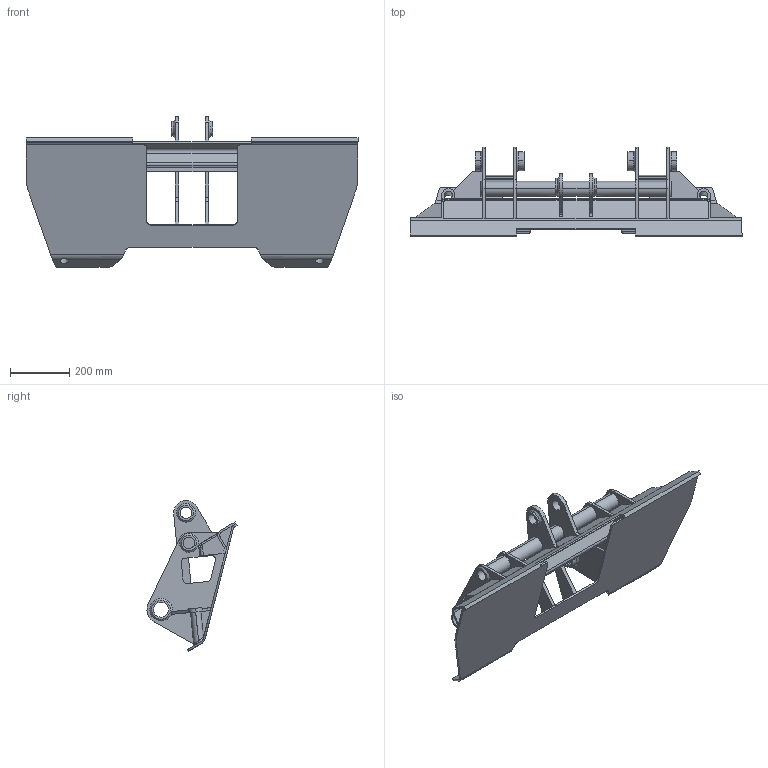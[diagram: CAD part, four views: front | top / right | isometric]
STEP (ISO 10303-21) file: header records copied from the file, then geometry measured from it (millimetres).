
FILE_DESCRIPTION (( 'STEP AP203' ), '1' );
FILE_NAME ('GrappleAttachBkt_Primary.STEP', '2023-07-27T05:56:56', ( '' ), ( '' ), 'SwSTEP 2.0', 'SolidWorks 2021', '' );
FILE_SCHEMA (( 'CONFIG_CONTROL_DESIGN' ));
Length unit declared in the file: centimetre
Products named in the file (4): Part 15; Lift Arm _1_; GrappleAttachBkt_Primary; Attachment Plate _1_
Assembly tree (3 placements, depth 4):
  GrappleAttachBkt_Primary
    Lift Arm _1_
      Attachment Plate _1_
        Part 15
Bounding box: 1117.6 x 303.17 x 507.83 mm (x, y, z)
Volume: 7379343.9 mm3; surface area: 2056368 mm2
Topology: 1 solids, 2 shells, 399 faces, 1149 edges, 746 vertices
Faces by surface type: plane 205, cylinder 168, cone 16, bspline 10
Entity records: 14785 total; most frequent: CARTESIAN_POINT 3714, ORIENTED_EDGE 2298, DIRECTION 2207, EDGE_CURVE 1149, VERTEX_POINT 746, AXIS2_PLACEMENT_3D 739, LINE 729, VECTOR 729
